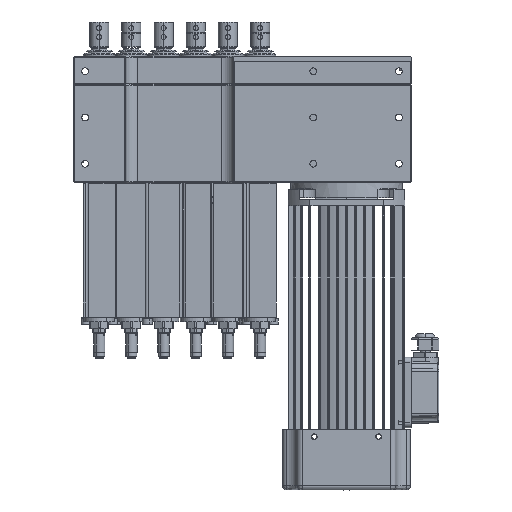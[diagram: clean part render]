
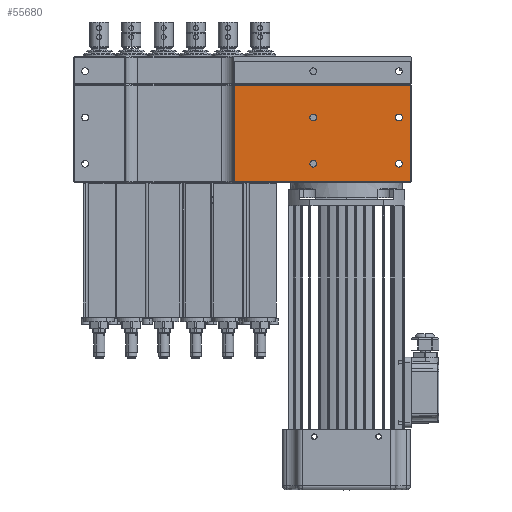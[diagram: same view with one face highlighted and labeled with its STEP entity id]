
A CAD part, front view. The second image highlights one B-rep face of the part: STEP entity #55680.
In plain terms, the highlighted planar face has unit normal (0, -1, 0).
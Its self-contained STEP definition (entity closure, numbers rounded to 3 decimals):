
#802 = DIRECTION ( 'NONE',  ( 0., 0., -1. ) ) ;
#870 = CARTESIAN_POINT ( 'NONE',  ( 160.5, 0., 1. ) ) ;
#1121 = ORIENTED_EDGE ( 'NONE', *, *, #37747, .F. ) ;
#1210 = EDGE_CURVE ( 'NONE', #40212, #19476, #12833, .T. ) ;
#2425 = EDGE_CURVE ( 'NONE', #33405, #46848, #45523, .T. ) ;
#2475 = ORIENTED_EDGE ( 'NONE', *, *, #5527, .F. ) ;
#3010 = EDGE_CURVE ( 'NONE', #19476, #40212, #46805, .T. ) ;
#3911 = CARTESIAN_POINT ( 'NONE',  ( 239., 0., 22.4 ) ) ;
#3944 = CARTESIAN_POINT ( 'NONE',  ( 324., 0., 68.4 ) ) ;
#4439 = EDGE_LOOP ( 'NONE', ( #43163, #13572, #29651, #72355 ) ) ;
#5527 = EDGE_CURVE ( 'NONE', #16766, #23434, #11555, .T. ) ;
#5909 = DIRECTION ( 'NONE',  ( 0., 0., -1. ) ) ;
#6002 = CARTESIAN_POINT ( 'NONE',  ( 324., 0., 19. ) ) ;
#7337 = DIRECTION ( 'NONE',  ( 0., 0., -1. ) ) ;
#7435 = CARTESIAN_POINT ( 'NONE',  ( 239., 0., 65. ) ) ;
#7709 = CARTESIAN_POINT ( 'NONE',  ( 324., 0., 15.6 ) ) ;
#8672 = CARTESIAN_POINT ( 'NONE',  ( 239., 0., 19. ) ) ;
#9508 = DIRECTION ( 'NONE',  ( 0., 0., -1. ) ) ;
#9723 = DIRECTION ( 'NONE',  ( 0., 0., 1. ) ) ;
#10259 = CARTESIAN_POINT ( 'NONE',  ( 336., 0., 98. ) ) ;
#11555 = CIRCLE ( 'NONE', #78081, 3.4 ) ;
#12833 = CIRCLE ( 'NONE', #69397, 3.4 ) ;
#13151 = LINE ( 'NONE', #53313, #65798 ) ;
#13572 = ORIENTED_EDGE ( 'NONE', *, *, #44545, .T. ) ;
#14922 = CIRCLE ( 'NONE', #28246, 3.4 ) ;
#15279 = DIRECTION ( 'NONE',  ( 1., 0., 0. ) ) ;
#16094 = DIRECTION ( 'NONE',  ( 0., -1., 0. ) ) ;
#16380 = CARTESIAN_POINT ( 'NONE',  ( 239., 0., 65. ) ) ;
#16481 = ORIENTED_EDGE ( 'NONE', *, *, #20098, .F. ) ;
#16766 = VERTEX_POINT ( 'NONE', #3911 ) ;
#17165 = FACE_BOUND ( 'NONE', #29361, .T. ) ;
#18507 = CIRCLE ( 'NONE', #57013, 3.4 ) ;
#19476 = VERTEX_POINT ( 'NONE', #78103 ) ;
#20098 = EDGE_CURVE ( 'NONE', #23434, #16766, #21472, .T. ) ;
#21125 = DIRECTION ( 'NONE',  ( -1., 0., 0. ) ) ;
#21134 = FACE_BOUND ( 'NONE', #45784, .T. ) ;
#21210 = DIRECTION ( 'NONE',  ( 0., 0., -1. ) ) ;
#21238 = CARTESIAN_POINT ( 'NONE',  ( 239., 0., 15.6 ) ) ;
#21472 = CIRCLE ( 'NONE', #55573, 3.4 ) ;
#21795 = LINE ( 'NONE', #10259, #37635 ) ;
#23150 = CARTESIAN_POINT ( 'NONE',  ( 0., 0., 98. ) ) ;
#23434 = VERTEX_POINT ( 'NONE', #21238 ) ;
#23586 = CARTESIAN_POINT ( 'NONE',  ( 160.5, 0., 97. ) ) ;
#23928 = CARTESIAN_POINT ( 'NONE',  ( 324., 0., 22.4 ) ) ;
#24368 = CIRCLE ( 'NONE', #70809, 3.4 ) ;
#24565 = CARTESIAN_POINT ( 'NONE',  ( 324., 0., 65. ) ) ;
#25317 = AXIS2_PLACEMENT_3D ( 'NONE', #27053, #33945, #65373 ) ;
#25989 = CARTESIAN_POINT ( 'NONE',  ( 160.5, 0., 98. ) ) ;
#27053 = CARTESIAN_POINT ( 'NONE',  ( 324., 0., 65. ) ) ;
#28246 = AXIS2_PLACEMENT_3D ( 'NONE', #66479, #60878, #9508 ) ;
#28779 = LINE ( 'NONE', #71978, #39696 ) ;
#28849 = DIRECTION ( 'NONE',  ( 0., 0., -1. ) ) ;
#28926 = EDGE_CURVE ( 'NONE', #51175, #30747, #14922, .T. ) ;
#29215 = EDGE_CURVE ( 'NONE', #67093, #74811, #28779, .T. ) ;
#29361 = EDGE_LOOP ( 'NONE', ( #48761, #49534 ) ) ;
#29494 = EDGE_CURVE ( 'NONE', #72568, #67093, #21795, .T. ) ;
#29513 = PLANE ( 'NONE',  #72883 ) ;
#29651 = ORIENTED_EDGE ( 'NONE', *, *, #49311, .T. ) ;
#30747 = VERTEX_POINT ( 'NONE', #23928 ) ;
#31553 = DIRECTION ( 'NONE',  ( 0., -1., 0. ) ) ;
#33405 = VERTEX_POINT ( 'NONE', #43011 ) ;
#33945 = DIRECTION ( 'NONE',  ( 0., -1., 0. ) ) ;
#36675 = EDGE_LOOP ( 'NONE', ( #49903, #73340 ) ) ;
#37635 = VECTOR ( 'NONE', #9723, 1000. ) ;
#37747 = EDGE_CURVE ( 'NONE', #30747, #51175, #18507, .T. ) ;
#38805 = DIRECTION ( 'NONE',  ( 0., -1., 0. ) ) ;
#39696 = VECTOR ( 'NONE', #21125, 1000. ) ;
#40212 = VERTEX_POINT ( 'NONE', #3944 ) ;
#42826 = VERTEX_POINT ( 'NONE', #870 ) ;
#43011 = CARTESIAN_POINT ( 'NONE',  ( 239., 0., 68.4 ) ) ;
#43163 = ORIENTED_EDGE ( 'NONE', *, *, #29215, .T. ) ;
#44545 = EDGE_CURVE ( 'NONE', #74811, #42826, #71499, .T. ) ;
#45523 = CIRCLE ( 'NONE', #80023, 3.4 ) ;
#45784 = EDGE_LOOP ( 'NONE', ( #16481, #2475 ) ) ;
#46192 = EDGE_LOOP ( 'NONE', ( #51482, #1121 ) ) ;
#46805 = CIRCLE ( 'NONE', #25317, 3.4 ) ;
#46848 = VERTEX_POINT ( 'NONE', #70231 ) ;
#48761 = ORIENTED_EDGE ( 'NONE', *, *, #3010, .F. ) ;
#49311 = EDGE_CURVE ( 'NONE', #42826, #72568, #13151, .T. ) ;
#49534 = ORIENTED_EDGE ( 'NONE', *, *, #1210, .F. ) ;
#49903 = ORIENTED_EDGE ( 'NONE', *, *, #79919, .F. ) ;
#51175 = VERTEX_POINT ( 'NONE', #7709 ) ;
#51181 = CARTESIAN_POINT ( 'NONE',  ( 336., 0., 97. ) ) ;
#51482 = ORIENTED_EDGE ( 'NONE', *, *, #28926, .F. ) ;
#53313 = CARTESIAN_POINT ( 'NONE',  ( 337., 0., 1. ) ) ;
#54871 = FACE_OUTER_BOUND ( 'NONE', #4439, .T. ) ;
#55017 = DIRECTION ( 'NONE',  ( 0., 0., 1. ) ) ;
#55573 = AXIS2_PLACEMENT_3D ( 'NONE', #8672, #59236, #21210 ) ;
#55680 = ADVANCED_FACE ( 'NONE', ( #56897, #21134, #17165, #71854, #54871 ), #29513, .F. ) ;
#56897 = FACE_BOUND ( 'NONE', #36675, .T. ) ;
#57013 = AXIS2_PLACEMENT_3D ( 'NONE', #6002, #31553, #63462 ) ;
#59236 = DIRECTION ( 'NONE',  ( 0., -1., 0. ) ) ;
#60647 = CARTESIAN_POINT ( 'NONE',  ( 336., 0., 1. ) ) ;
#60878 = DIRECTION ( 'NONE',  ( 0., -1., 0. ) ) ;
#62822 = DIRECTION ( 'NONE',  ( 0., -1., 0. ) ) ;
#63462 = DIRECTION ( 'NONE',  ( 0., 0., -1. ) ) ;
#65373 = DIRECTION ( 'NONE',  ( 0., 0., -1. ) ) ;
#65798 = VECTOR ( 'NONE', #15279, 1000. ) ;
#66479 = CARTESIAN_POINT ( 'NONE',  ( 324., 0., 19. ) ) ;
#67093 = VERTEX_POINT ( 'NONE', #51181 ) ;
#69397 = AXIS2_PLACEMENT_3D ( 'NONE', #24565, #62822, #5909 ) ;
#70231 = CARTESIAN_POINT ( 'NONE',  ( 239., 0., 61.6 ) ) ;
#70809 = AXIS2_PLACEMENT_3D ( 'NONE', #16380, #16094, #28849 ) ;
#71052 = DIRECTION ( 'NONE',  ( 0., 0., -1. ) ) ;
#71499 = LINE ( 'NONE', #25989, #79404 ) ;
#71600 = DIRECTION ( 'NONE',  ( 0., -1., 0. ) ) ;
#71854 = FACE_BOUND ( 'NONE', #46192, .T. ) ;
#71978 = CARTESIAN_POINT ( 'NONE',  ( 0., 0., 97. ) ) ;
#72355 = ORIENTED_EDGE ( 'NONE', *, *, #29494, .T. ) ;
#72568 = VERTEX_POINT ( 'NONE', #60647 ) ;
#72883 = AXIS2_PLACEMENT_3D ( 'NONE', #23150, #80324, #55017 ) ;
#73340 = ORIENTED_EDGE ( 'NONE', *, *, #2425, .F. ) ;
#74811 = VERTEX_POINT ( 'NONE', #23586 ) ;
#77394 = CARTESIAN_POINT ( 'NONE',  ( 239., 0., 19. ) ) ;
#78081 = AXIS2_PLACEMENT_3D ( 'NONE', #77394, #71600, #71052 ) ;
#78103 = CARTESIAN_POINT ( 'NONE',  ( 324., 0., 61.6 ) ) ;
#79404 = VECTOR ( 'NONE', #7337, 1000. ) ;
#79919 = EDGE_CURVE ( 'NONE', #46848, #33405, #24368, .T. ) ;
#80023 = AXIS2_PLACEMENT_3D ( 'NONE', #7435, #38805, #802 ) ;
#80324 = DIRECTION ( 'NONE',  ( 0., 1., 0. ) ) ;
